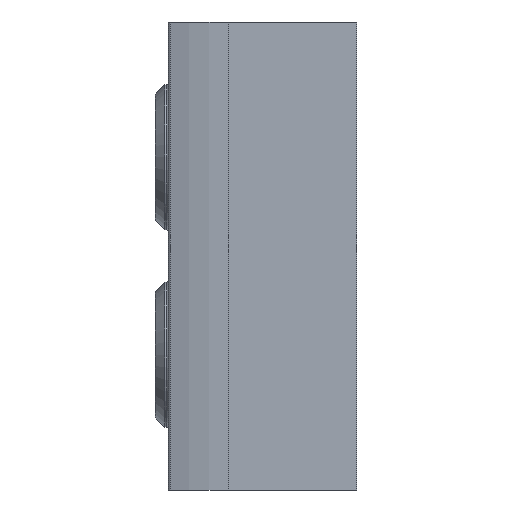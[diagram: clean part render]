
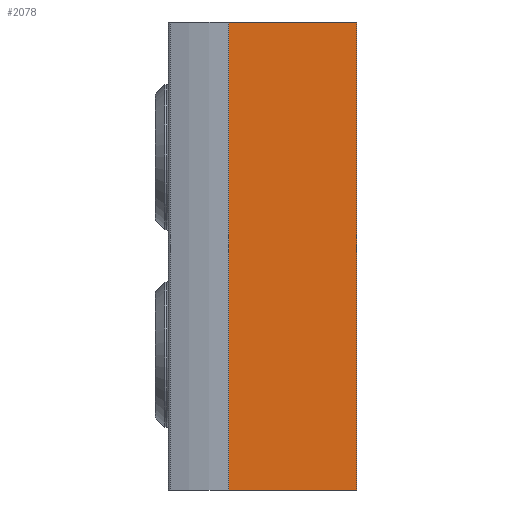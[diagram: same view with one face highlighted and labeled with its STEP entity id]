
A CAD part, left-side view. The second image highlights one B-rep face of the part: STEP entity #2078.
In plain terms, the highlighted planar face has unit normal (-1, 0, 0).
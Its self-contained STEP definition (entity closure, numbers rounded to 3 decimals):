
#342=ORIENTED_EDGE('',*,*,#846,.T.);
#343=ORIENTED_EDGE('',*,*,#809,.F.);
#344=ORIENTED_EDGE('',*,*,#847,.F.);
#345=ORIENTED_EDGE('',*,*,#843,.T.);
#809=EDGE_CURVE('',#1061,#1058,#1269,.T.);
#843=EDGE_CURVE('',#1096,#1095,#1274,.T.);
#846=EDGE_CURVE('',#1095,#1058,#1276,.T.);
#847=EDGE_CURVE('',#1096,#1061,#1277,.T.);
#1058=VERTEX_POINT('',#3374);
#1061=VERTEX_POINT('',#3379);
#1095=VERTEX_POINT('',#3452);
#1096=VERTEX_POINT('',#3454);
#1269=LINE('',#3380,#1341);
#1274=LINE('',#3453,#1346);
#1276=LINE('',#3459,#1348);
#1277=LINE('',#3460,#1349);
#1341=VECTOR('',#2608,1000.);
#1346=VECTOR('',#2681,1000.);
#1348=VECTOR('',#2687,1000.);
#1349=VECTOR('',#2688,1000.);
#1425=EDGE_LOOP('',(#342,#343,#344,#345));
#1723=FACE_BOUND('',#1425,.T.);
#2011=PLANE('',#2289);
#2078=ADVANCED_FACE('',(#1723),#2011,.F.);
#2289=AXIS2_PLACEMENT_3D('',#3458,#2685,#2686);
#2608=DIRECTION('',(0.,0.,-1.));
#2681=DIRECTION('',(0.,0.,-1.));
#2685=DIRECTION('',(1.,0.,0.));
#2686=DIRECTION('',(0.,0.,-1.));
#2687=DIRECTION('',(0.,-1.,0.));
#2688=DIRECTION('',(0.,-1.,0.));
#3374=CARTESIAN_POINT('',(-53.8,0.,-24.85));
#3379=CARTESIAN_POINT('',(-53.8,0.,24.85));
#3380=CARTESIAN_POINT('',(-53.8,0.,24.85));
#3452=CARTESIAN_POINT('',(-53.8,13.6,-24.85));
#3453=CARTESIAN_POINT('',(-53.8,13.6,24.85));
#3454=CARTESIAN_POINT('',(-53.8,13.6,24.85));
#3458=CARTESIAN_POINT('',(-53.8,13.6,24.85));
#3459=CARTESIAN_POINT('',(-53.8,13.6,-24.85));
#3460=CARTESIAN_POINT('',(-53.8,13.6,24.85));
